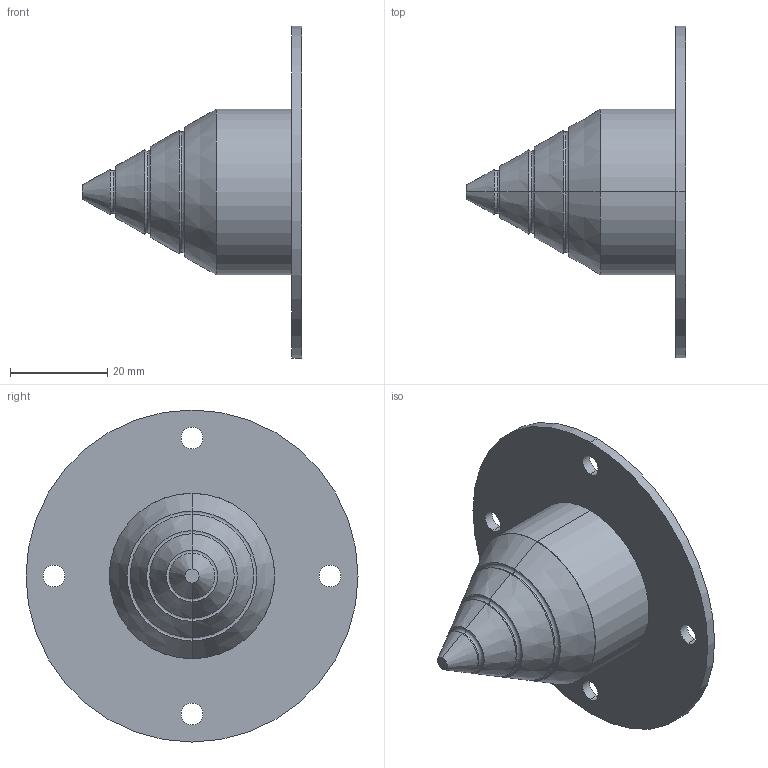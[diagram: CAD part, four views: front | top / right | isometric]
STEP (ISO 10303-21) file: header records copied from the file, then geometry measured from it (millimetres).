
FILE_DESCRIPTION (( 'STEP AP203' ), '1' );
FILE_NAME ('Dummy-PIPETITE-(0-25)-BODY.STEP', '2012-10-03T00:19:49', ( 'user' ), ( '' ), 'SwSTEP 2.0', 'SolidWorks 2012', '' );
FILE_SCHEMA (( 'CONFIG_CONTROL_DESIGN' ));
Length unit declared in the file: millimetre
Products named in the file (1): Dummy-PIPETITE-(0-25)-BODY
Bounding box: 45 x 68.2 x 68.2 mm (x, y, z)
Volume: 11989.5 mm3; surface area: 12749.6 mm2
Topology: 1 solids, 1 shells, 41 faces, 90 edges, 51 vertices
Faces by surface type: torus 14, cylinder 14, cone 10, plane 3
Entity records: 1215 total; most frequent: DIRECTION 236, CARTESIAN_POINT 181, ORIENTED_EDGE 176, AXIS2_PLACEMENT_3D 106, EDGE_CURVE 88, CIRCLE 64, VERTEX_POINT 51, EDGE_LOOP 51
